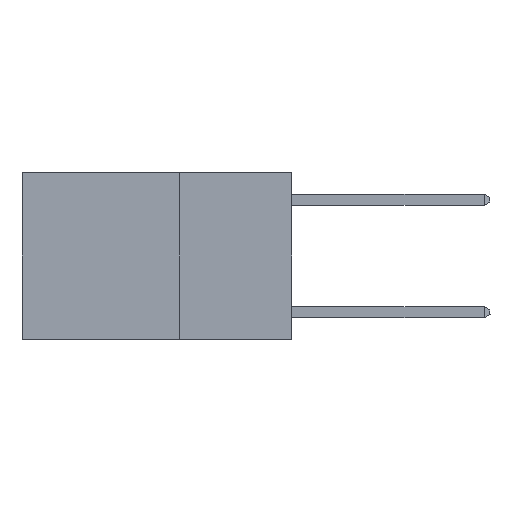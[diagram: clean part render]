
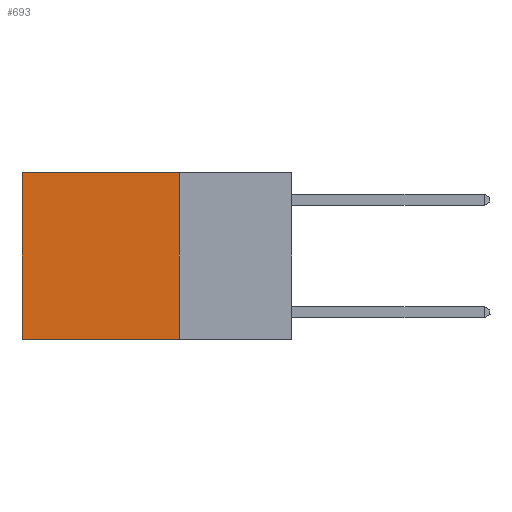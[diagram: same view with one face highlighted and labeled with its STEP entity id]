
A CAD part, left-side view. The second image highlights one B-rep face of the part: STEP entity #693.
In plain terms, the highlighted planar face has unit normal (-1, 0, 0).
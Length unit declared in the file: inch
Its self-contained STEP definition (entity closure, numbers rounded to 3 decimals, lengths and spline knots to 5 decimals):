
#223 = DIRECTION ( 'NONE',  ( 0., 1., 0. ) ) ;
#602 = LINE ( 'NONE', #3297, #27429 ) ;
#693 = ADVANCED_FACE ( 'NONE', ( #2832 ), #19870, .F. ) ;
#2832 = FACE_OUTER_BOUND ( 'NONE', #5210, .T. ) ;
#3297 = CARTESIAN_POINT ( 'NONE',  ( 0.2625, 0.25, 0. ) ) ;
#3791 = CARTESIAN_POINT ( 'NONE',  ( 0.2625, 0.25, 0. ) ) ;
#4371 = CARTESIAN_POINT ( 'NONE',  ( 0.2625, 0.6, 0. ) ) ;
#5210 = EDGE_LOOP ( 'NONE', ( #22170, #15890, #16251, #22296 ) ) ;
#7068 = VERTEX_POINT ( 'NONE', #23474 ) ;
#7764 = CARTESIAN_POINT ( 'NONE',  ( 0.2625, 0.25, 0. ) ) ;
#7940 = LINE ( 'NONE', #25652, #18541 ) ;
#8475 = DIRECTION ( 'NONE',  ( 0., 0., -1. ) ) ;
#9150 = CARTESIAN_POINT ( 'NONE',  ( 0.2625, 0.6, 0. ) ) ;
#12324 = EDGE_CURVE ( 'NONE', #7068, #19550, #7940, .T. ) ;
#12512 = AXIS2_PLACEMENT_3D ( 'NONE', #3791, #16353, #8475 ) ;
#14373 = VECTOR ( 'NONE', #20489, 39.37008 ) ;
#15592 = VERTEX_POINT ( 'NONE', #9150 ) ;
#15890 = ORIENTED_EDGE ( 'NONE', *, *, #12324, .F. ) ;
#16251 = ORIENTED_EDGE ( 'NONE', *, *, #18409, .F. ) ;
#16353 = DIRECTION ( 'NONE',  ( 1., 0., 0. ) ) ;
#17991 = CARTESIAN_POINT ( 'NONE',  ( 0.2625, 0.25, 0. ) ) ;
#18409 = EDGE_CURVE ( 'NONE', #19009, #7068, #602, .T. ) ;
#18541 = VECTOR ( 'NONE', #223, 39.37008 ) ;
#19009 = VERTEX_POINT ( 'NONE', #17991 ) ;
#19550 = VERTEX_POINT ( 'NONE', #26132 ) ;
#19870 = PLANE ( 'NONE',  #12512 ) ;
#20489 = DIRECTION ( 'NONE',  ( 0., 1., 0. ) ) ;
#22170 = ORIENTED_EDGE ( 'NONE', *, *, #25665, .T. ) ;
#22193 = DIRECTION ( 'NONE',  ( 0., 0., -1. ) ) ;
#22296 = ORIENTED_EDGE ( 'NONE', *, *, #26109, .T. ) ;
#23474 = CARTESIAN_POINT ( 'NONE',  ( 0.2625, 0.25, -0.37 ) ) ;
#24223 = VECTOR ( 'NONE', #25437, 39.37008 ) ;
#25437 = DIRECTION ( 'NONE',  ( 0., 0., -1. ) ) ;
#25489 = LINE ( 'NONE', #7764, #14373 ) ;
#25517 = LINE ( 'NONE', #4371, #24223 ) ;
#25652 = CARTESIAN_POINT ( 'NONE',  ( 0.2625, 0.25, -0.37 ) ) ;
#25665 = EDGE_CURVE ( 'NONE', #15592, #19550, #25517, .T. ) ;
#26109 = EDGE_CURVE ( 'NONE', #19009, #15592, #25489, .T. ) ;
#26132 = CARTESIAN_POINT ( 'NONE',  ( 0.2625, 0.6, -0.37 ) ) ;
#27429 = VECTOR ( 'NONE', #22193, 39.37008 ) ;
